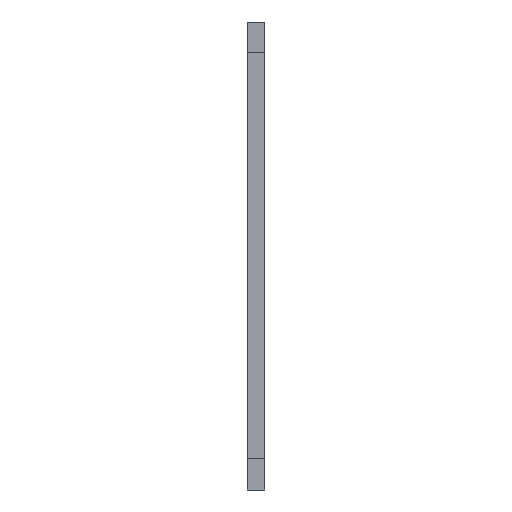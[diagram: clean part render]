
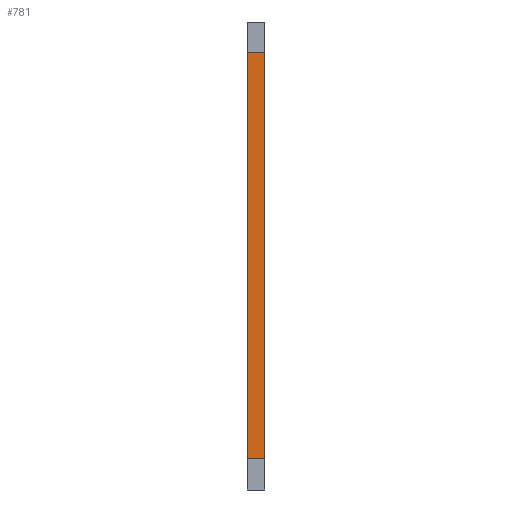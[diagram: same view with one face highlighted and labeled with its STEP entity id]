
A CAD part, front view. The second image highlights one B-rep face of the part: STEP entity #781.
In plain terms, the highlighted planar face has unit normal (0, -1, 0).
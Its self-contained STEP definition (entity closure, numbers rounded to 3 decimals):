
#47=FACE_OUTER_BOUND('',#93,.T.);
#93=EDGE_LOOP('',(#663,#664,#665,#666));
#122=LINE('',#1067,#230);
#144=LINE('',#1111,#252);
#157=LINE('',#1136,#265);
#180=LINE('',#1180,#288);
#230=VECTOR('',#866,10.);
#252=VECTOR('',#890,10.);
#265=VECTOR('',#911,1.);
#288=VECTOR('',#956,1.);
#338=VERTEX_POINT('',#1064);
#339=VERTEX_POINT('',#1066);
#360=VERTEX_POINT('',#1110);
#368=VERTEX_POINT('',#1134);
#410=EDGE_CURVE('',#338,#339,#122,.T.);
#432=EDGE_CURVE('',#360,#339,#144,.T.);
#445=EDGE_CURVE('',#368,#338,#157,.T.);
#468=EDGE_CURVE('',#368,#360,#180,.T.);
#663=ORIENTED_EDGE('',*,*,#468,.T.);
#664=ORIENTED_EDGE('',*,*,#432,.T.);
#665=ORIENTED_EDGE('',*,*,#410,.F.);
#666=ORIENTED_EDGE('',*,*,#445,.F.);
#743=PLANE('',#833);
#781=ADVANCED_FACE('',(#47),#743,.T.);
#833=AXIS2_PLACEMENT_3D('',#1228,#995,#996);
#866=DIRECTION('',(0.,0.,-1.));
#890=DIRECTION('',(1.,0.,0.));
#911=DIRECTION('',(1.,0.,0.));
#956=DIRECTION('',(0.,0.,-1.));
#995=DIRECTION('center_axis',(0.,-1.,0.));
#996=DIRECTION('ref_axis',(0.,0.,-1.));
#1064=CARTESIAN_POINT('',(1.82,0.,44.456));
#1066=CARTESIAN_POINT('',(1.82,0.,3.156));
#1067=CARTESIAN_POINT('',(1.82,0.,44.456));
#1110=CARTESIAN_POINT('',(0.,0.,3.156));
#1111=CARTESIAN_POINT('',(1.8,0.,3.156));
#1134=CARTESIAN_POINT('',(0.,0.,44.456));
#1136=CARTESIAN_POINT('',(0.,0.,44.456));
#1180=CARTESIAN_POINT('',(0.,0.,44.456));
#1228=CARTESIAN_POINT('Origin',(0.9,0.,23.806));
